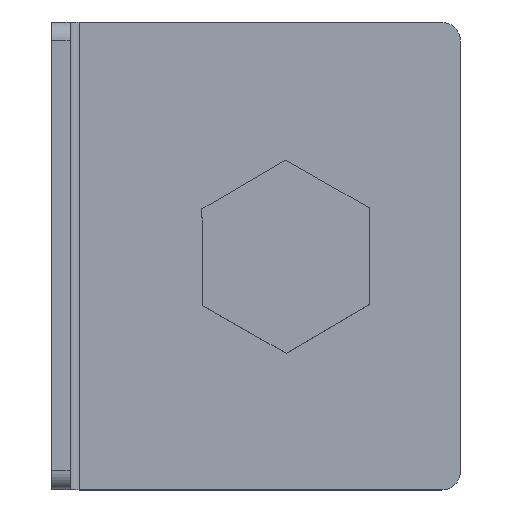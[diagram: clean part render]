
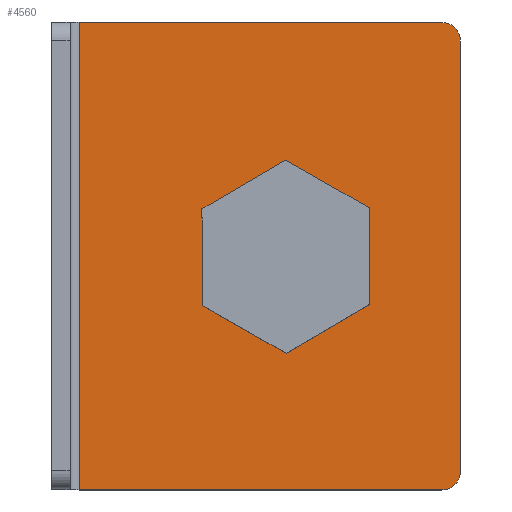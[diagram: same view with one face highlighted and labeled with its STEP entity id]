
A CAD part, top view. The second image highlights one B-rep face of the part: STEP entity #4560.
In plain terms, the highlighted planar face has unit normal (0, 0, 1).
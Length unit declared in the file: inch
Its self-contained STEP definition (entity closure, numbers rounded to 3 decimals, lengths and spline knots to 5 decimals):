
#86 = DIRECTION ( 'NONE',  ( -1., 0., 0. ) ) ;
#132 = EDGE_CURVE ( 'NONE', #699, #699, #2580, .T. ) ;
#213 = VECTOR ( 'NONE', #1641, 39.37008 ) ;
#272 = DIRECTION ( 'NONE',  ( -1., 0., 0. ) ) ;
#293 = CARTESIAN_POINT ( 'NONE',  ( -1.572, 1.572, 12.822 ) ) ;
#294 = CIRCLE ( 'NONE', #3069, 0.125 ) ;
#297 = DIRECTION ( 'NONE',  ( 0., 0., -1. ) ) ;
#552 = EDGE_CURVE ( 'NONE', #4746, #4231, #4875, .T. ) ;
#608 = AXIS2_PLACEMENT_3D ( 'NONE', #3785, #3494, #2653 ) ;
#609 = EDGE_CURVE ( 'NONE', #2081, #3037, #2558, .T. ) ;
#699 = VERTEX_POINT ( 'NONE', #1069 ) ;
#989 = CARTESIAN_POINT ( 'NONE',  ( 1.178, 1.447, 12.822 ) ) ;
#1022 = CARTESIAN_POINT ( 'NONE',  ( -1.572, -1.572, 12.822 ) ) ;
#1032 = EDGE_CURVE ( 'NONE', #4231, #2081, #1322, .T. ) ;
#1069 = CARTESIAN_POINT ( 'NONE',  ( -0.4375, 0., 12.822 ) ) ;
#1182 = ORIENTED_EDGE ( 'NONE', *, *, #2038, .F. ) ;
#1185 = DIRECTION ( 'NONE',  ( 1., 0., 0. ) ) ;
#1199 = FACE_BOUND ( 'NONE', #4411, .T. ) ;
#1244 = CARTESIAN_POINT ( 'NONE',  ( -1.387, 1.572, 12.822 ) ) ;
#1322 = LINE ( 'NONE', #1244, #213 ) ;
#1546 = DIRECTION ( 'NONE',  ( 0., 0., -1. ) ) ;
#1547 = EDGE_LOOP ( 'NONE', ( #2253, #1182, #2765, #3320, #4215, #3296 ) ) ;
#1584 = CARTESIAN_POINT ( 'NONE',  ( 1.178, 1.572, 12.822 ) ) ;
#1641 = DIRECTION ( 'NONE',  ( 0., 1., 0. ) ) ;
#1642 = VECTOR ( 'NONE', #272, 39.37008 ) ;
#1851 = DIRECTION ( 'NONE',  ( 1., 0., 0. ) ) ;
#1926 = LINE ( 'NONE', #1584, #4896 ) ;
#1951 = ORIENTED_EDGE ( 'NONE', *, *, #132, .F. ) ;
#2038 = EDGE_CURVE ( 'NONE', #3415, #3793, #1926, .T. ) ;
#2081 = VERTEX_POINT ( 'NONE', #4260 ) ;
#2105 = EDGE_CURVE ( 'NONE', #3037, #3415, #2516, .T. ) ;
#2253 = ORIENTED_EDGE ( 'NONE', *, *, #2731, .F. ) ;
#2372 = PLANE ( 'NONE',  #4224 ) ;
#2397 = CARTESIAN_POINT ( 'NONE',  ( -1.572, 1.572, 12.822 ) ) ;
#2422 = CARTESIAN_POINT ( 'NONE',  ( 1.178, -1.447, 12.822 ) ) ;
#2516 = CIRCLE ( 'NONE', #3150, 0.125 ) ;
#2558 = LINE ( 'NONE', #293, #4577 ) ;
#2560 = CARTESIAN_POINT ( 'NONE',  ( 1.053, -1.447, 12.822 ) ) ;
#2580 = CIRCLE ( 'NONE', #608, 0.4375 ) ;
#2645 = DIRECTION ( 'NONE',  ( 0., 0., -1. ) ) ;
#2653 = DIRECTION ( 'NONE',  ( -1., 0., 0. ) ) ;
#2731 = EDGE_CURVE ( 'NONE', #3793, #4746, #294, .T. ) ;
#2765 = ORIENTED_EDGE ( 'NONE', *, *, #2105, .F. ) ;
#3037 = VERTEX_POINT ( 'NONE', #3242 ) ;
#3069 = AXIS2_PLACEMENT_3D ( 'NONE', #2560, #297, #3413 ) ;
#3150 = AXIS2_PLACEMENT_3D ( 'NONE', #4603, #2645, #1185 ) ;
#3242 = CARTESIAN_POINT ( 'NONE',  ( 1.053, 1.572, 12.822 ) ) ;
#3296 = ORIENTED_EDGE ( 'NONE', *, *, #552, .F. ) ;
#3320 = ORIENTED_EDGE ( 'NONE', *, *, #609, .F. ) ;
#3413 = DIRECTION ( 'NONE',  ( -1., 0., 0. ) ) ;
#3415 = VERTEX_POINT ( 'NONE', #989 ) ;
#3455 = DIRECTION ( 'NONE',  ( 0., -1., 0. ) ) ;
#3494 = DIRECTION ( 'NONE',  ( 0., 0., 1. ) ) ;
#3743 = CARTESIAN_POINT ( 'NONE',  ( -1.387, -1.572, 12.822 ) ) ;
#3785 = CARTESIAN_POINT ( 'NONE',  ( 0., 0., 12.822 ) ) ;
#3793 = VERTEX_POINT ( 'NONE', #2422 ) ;
#4215 = ORIENTED_EDGE ( 'NONE', *, *, #1032, .F. ) ;
#4224 = AXIS2_PLACEMENT_3D ( 'NONE', #2397, #1546, #86 ) ;
#4231 = VERTEX_POINT ( 'NONE', #3743 ) ;
#4250 = FACE_OUTER_BOUND ( 'NONE', #1547, .T. ) ;
#4260 = CARTESIAN_POINT ( 'NONE',  ( -1.387, 1.572, 12.822 ) ) ;
#4411 = EDGE_LOOP ( 'NONE', ( #1951 ) ) ;
#4560 = ADVANCED_FACE ( 'NONE', ( #4250, #1199 ), #2372, .F. ) ;
#4565 = CARTESIAN_POINT ( 'NONE',  ( 1.053, -1.572, 12.822 ) ) ;
#4577 = VECTOR ( 'NONE', #1851, 39.37008 ) ;
#4603 = CARTESIAN_POINT ( 'NONE',  ( 1.053, 1.447, 12.822 ) ) ;
#4746 = VERTEX_POINT ( 'NONE', #4565 ) ;
#4875 = LINE ( 'NONE', #1022, #1642 ) ;
#4896 = VECTOR ( 'NONE', #3455, 39.37008 ) ;
